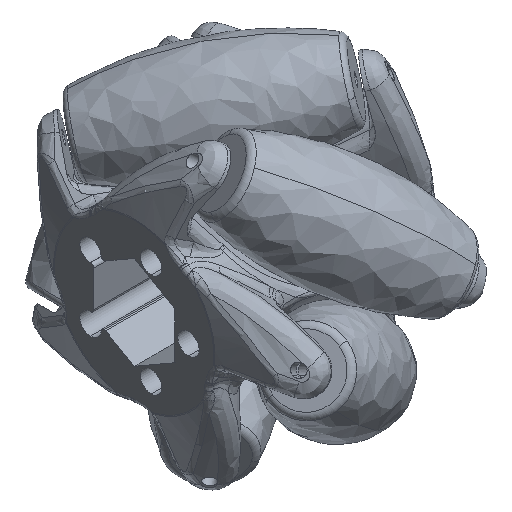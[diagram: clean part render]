
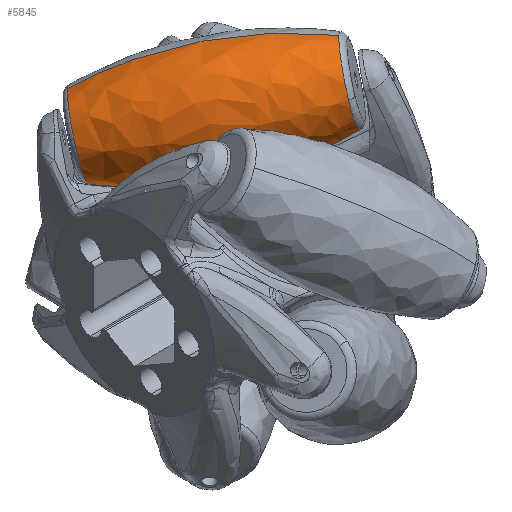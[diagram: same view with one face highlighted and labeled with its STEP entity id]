
A CAD part, isometric view. The second image highlights one B-rep face of the part: STEP entity #5845.
In plain terms, the highlighted free-form (B-spline) face has degree [3, 3] with [4, 4] control points.
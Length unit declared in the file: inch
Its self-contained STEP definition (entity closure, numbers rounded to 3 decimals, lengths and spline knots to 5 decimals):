
#4329=(
BOUNDED_SURFACE()
B_SPLINE_SURFACE(3,3,((#33637,#33638,#33639,#33640),(#33641,#33642,#33643,
#33644),(#33645,#33646,#33647,#33648),(#33649,#33650,#33651,#33652)),
 .UNSPECIFIED.,.F.,.F.,.F.)
B_SPLINE_SURFACE_WITH_KNOTS((4,4),(4,4),(0.,1.),(0.,1.),.UNSPECIFIED.)
GEOMETRIC_REPRESENTATION_ITEM()
RATIONAL_B_SPLINE_SURFACE(((0.902,0.301,0.301,
0.902),(0.843,0.281,0.281,
0.843),(0.843,0.281,0.281,
0.843),(0.902,0.301,0.301,
0.902)))
REPRESENTATION_ITEM('')
SURFACE()
);
#4707=(
BOUNDED_CURVE()
B_SPLINE_CURVE(3,(#33579,#33580,#33581,#33582),.UNSPECIFIED.,.F.,.F.)
B_SPLINE_CURVE_WITH_KNOTS((4,4),(0.,1.),.UNSPECIFIED.)
CURVE()
GEOMETRIC_REPRESENTATION_ITEM()
RATIONAL_B_SPLINE_CURVE((0.902,0.843,0.843,
0.902))
REPRESENTATION_ITEM('')
);
#4708=(
BOUNDED_CURVE()
B_SPLINE_CURVE(3,(#33588,#33589,#33590,#33591),.UNSPECIFIED.,.F.,.F.)
B_SPLINE_CURVE_WITH_KNOTS((4,4),(0.,1.),.UNSPECIFIED.)
CURVE()
GEOMETRIC_REPRESENTATION_ITEM()
RATIONAL_B_SPLINE_CURVE((0.902,0.843,0.843,
0.902))
REPRESENTATION_ITEM('')
);
#5845=ADVANCED_FACE('',(#6547),#4329,.T.);
#6547=FACE_OUTER_BOUND('',#7174,.T.);
#7174=EDGE_LOOP('',(#10226,#10227,#10228,#10229,#10230,#10231));
#10226=ORIENTED_EDGE('',*,*,#12680,.F.);
#10227=ORIENTED_EDGE('',*,*,#12689,.F.);
#10228=ORIENTED_EDGE('',*,*,#12697,.F.);
#10229=ORIENTED_EDGE('',*,*,#12683,.T.);
#10230=ORIENTED_EDGE('',*,*,#12698,.F.);
#10231=ORIENTED_EDGE('',*,*,#12687,.F.);
#11252=VERTEX_POINT('',#33577);
#11254=VERTEX_POINT('',#33583);
#11256=VERTEX_POINT('',#33587);
#11257=VERTEX_POINT('',#33592);
#11260=VERTEX_POINT('',#33615);
#11261=VERTEX_POINT('',#33619);
#12680=EDGE_CURVE('',#11252,#11254,#4707,.T.);
#12683=EDGE_CURVE('',#11257,#11256,#4708,.T.);
#12687=EDGE_CURVE('',#11254,#11260,#13271,.T.);
#12689=EDGE_CURVE('',#11261,#11252,#13273,.T.);
#12697=EDGE_CURVE('',#11257,#11261,#13279,.T.);
#12698=EDGE_CURVE('',#11260,#11256,#13280,.T.);
#13271=CIRCLE('',#14042,0.22188);
#13273=CIRCLE('',#14045,0.22188);
#13279=CIRCLE('',#14053,0.22188);
#13280=CIRCLE('',#14054,0.22188);
#14042=AXIS2_PLACEMENT_3D('',#33614,#15661,#15662);
#14045=AXIS2_PLACEMENT_3D('',#33618,#15667,#15668);
#14053=AXIS2_PLACEMENT_3D('',#33635,#15685,#15686);
#14054=AXIS2_PLACEMENT_3D('',#33636,#15687,#15688);
#15661=DIRECTION('',(-0.707,0.672,-0.219));
#15662=DIRECTION('',(-0.707,-0.672,0.219));
#15667=DIRECTION('',(0.707,-0.672,0.219));
#15668=DIRECTION('',(-0.707,-0.672,0.219));
#15685=DIRECTION('',(0.707,-0.672,0.219));
#15686=DIRECTION('',(-0.707,-0.672,0.219));
#15687=DIRECTION('',(-0.707,0.672,-0.219));
#15688=DIRECTION('',(-0.707,-0.672,0.219));
#33577=CARTESIAN_POINT('',(0.43337,-0.2708,0.56899));
#33579=CARTESIAN_POINT('',(0.43337,-0.2708,0.56899));
#33580=CARTESIAN_POINT('',(0.15464,-0.04713,0.35538));
#33581=CARTESIAN_POINT('',(-0.15464,0.24702,0.25981));
#33582=CARTESIAN_POINT('',(-0.43337,0.55352,0.30115));
#33583=CARTESIAN_POINT('',(-0.43337,0.55352,0.30115));
#33587=CARTESIAN_POINT('',(-0.43337,0.69065,0.72319));
#33588=CARTESIAN_POINT('',(0.43337,-0.13367,0.99103));
#33589=CARTESIAN_POINT('',(0.15464,0.17284,1.03237));
#33590=CARTESIAN_POINT('',(-0.15464,0.46698,0.93679));
#33591=CARTESIAN_POINT('',(-0.43337,0.69065,0.72319));
#33592=CARTESIAN_POINT('',(0.43337,-0.13367,0.99103));
#33614=CARTESIAN_POINT('',(-0.43337,0.62209,0.51217));
#33615=CARTESIAN_POINT('',(-0.59026,0.47287,0.56065));
#33618=CARTESIAN_POINT('',(0.43337,-0.20223,0.78001));
#33619=CARTESIAN_POINT('',(0.27648,-0.35145,0.82849));
#33635=CARTESIAN_POINT('',(0.43337,-0.20223,0.78001));
#33636=CARTESIAN_POINT('',(-0.43337,0.62209,0.51217));
#33637=CARTESIAN_POINT('',(0.43337,-0.13367,0.99103));
#33638=CARTESIAN_POINT('',(0.11959,-0.43209,1.08799));
#33639=CARTESIAN_POINT('',(0.11959,-0.56922,0.66595));
#33640=CARTESIAN_POINT('',(0.43337,-0.2708,0.56899));
#33641=CARTESIAN_POINT('',(0.15464,0.17284,1.03237));
#33642=CARTESIAN_POINT('',(-0.34869,-0.30586,1.18791));
#33643=CARTESIAN_POINT('',(-0.34869,-0.52583,0.51092));
#33644=CARTESIAN_POINT('',(0.15464,-0.04713,0.35538));
#33645=CARTESIAN_POINT('',(-0.15464,0.46698,0.93679));
#33646=CARTESIAN_POINT('',(-0.65798,-0.01172,1.09233));
#33647=CARTESIAN_POINT('',(-0.65798,-0.23168,0.41535));
#33648=CARTESIAN_POINT('',(-0.15464,0.24702,0.25981));
#33649=CARTESIAN_POINT('',(-0.43337,0.69065,0.72319));
#33650=CARTESIAN_POINT('',(-0.74715,0.39222,0.82015));
#33651=CARTESIAN_POINT('',(-0.74715,0.2551,0.39812));
#33652=CARTESIAN_POINT('',(-0.43337,0.55352,0.30115));
